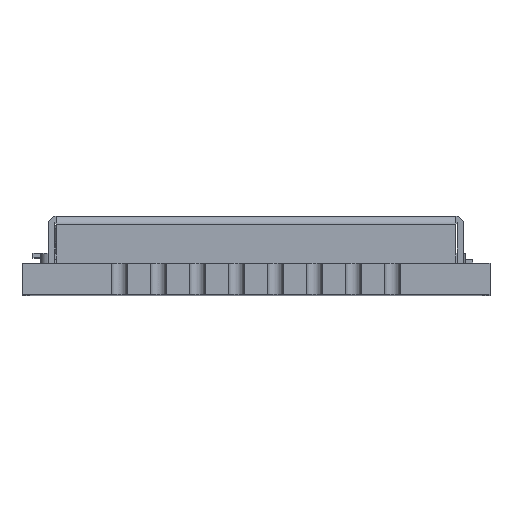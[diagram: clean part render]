
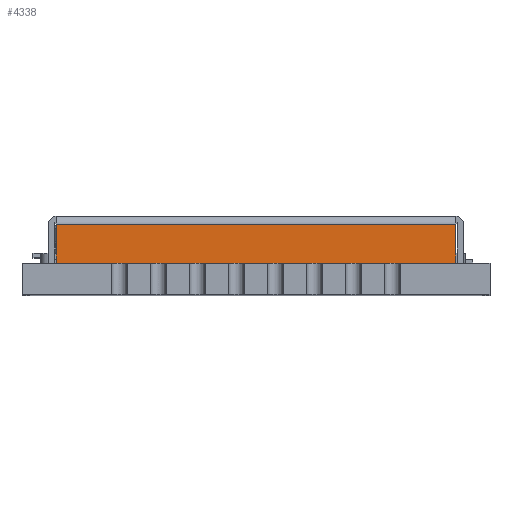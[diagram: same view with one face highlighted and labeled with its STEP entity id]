
A CAD part, top view. The second image highlights one B-rep face of the part: STEP entity #4338.
In plain terms, the highlighted planar face has unit normal (0, 0, 1).
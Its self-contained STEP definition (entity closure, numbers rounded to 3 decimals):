
#1363=DIRECTION('',(1.,0.,0.));
#1364=VECTOR('',#1363,12.8);
#1365=CARTESIAN_POINT('',(0.25,-0.25,0.));
#1366=LINE('',#1365,#1364);
#1370=DIRECTION('',(0.,1.,0.));
#1371=VECTOR('',#1370,1.25);
#1372=CARTESIAN_POINT('',(13.05,-1.5,0.));
#1373=LINE('',#1372,#1371);
#1377=DIRECTION('',(-1.,0.,0.));
#1378=VECTOR('',#1377,12.8);
#1379=CARTESIAN_POINT('',(13.05,-1.5,0.));
#1380=LINE('',#1379,#1378);
#1384=DIRECTION('',(0.,1.,0.));
#1385=VECTOR('',#1384,1.25);
#1386=CARTESIAN_POINT('',(0.25,-1.5,0.));
#1387=LINE('',#1386,#1385);
#2925=CARTESIAN_POINT('',(13.05,-1.5,0.));
#2926=CARTESIAN_POINT('',(0.25,-1.5,0.));
#2927=VERTEX_POINT('',#2925);
#2928=VERTEX_POINT('',#2926);
#2958=CARTESIAN_POINT('',(13.05,-0.25,0.));
#2960=VERTEX_POINT('',#2958);
#2961=CARTESIAN_POINT('',(0.25,-0.25,0.));
#2962=VERTEX_POINT('',#2961);
#4327=CARTESIAN_POINT('',(0.,0.,0.));
#4328=DIRECTION('',(0.,0.,1.));
#4329=DIRECTION('',(1.,0.,0.));
#4330=AXIS2_PLACEMENT_3D('',#4327,#4328,#4329);
#4331=PLANE('',#4330);
#4332=ORIENTED_EDGE('',*,*,#3509,.T.);
#4333=ORIENTED_EDGE('',*,*,#3530,.F.);
#4334=ORIENTED_EDGE('',*,*,#4128,.T.);
#4335=ORIENTED_EDGE('',*,*,#3490,.T.);
#4336=EDGE_LOOP('',(#4332,#4333,#4334,#4335));
#4337=FACE_OUTER_BOUND('',#4336,.F.);
#3490=EDGE_CURVE('',#2928,#2962,#1387,.T.);
#3509=EDGE_CURVE('',#2962,#2960,#1366,.T.);
#3530=EDGE_CURVE('',#2927,#2960,#1373,.T.);
#4128=EDGE_CURVE('',#2927,#2928,#1380,.T.);
#4338=ADVANCED_FACE('',(#4337),#4331,.T.);
